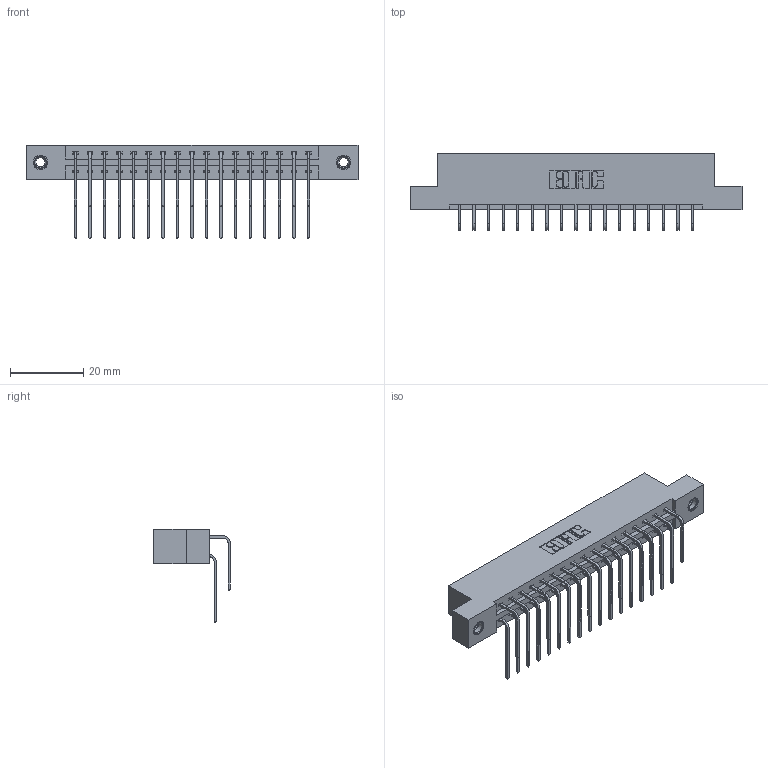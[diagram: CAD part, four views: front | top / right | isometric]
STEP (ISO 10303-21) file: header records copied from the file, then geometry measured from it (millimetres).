
FILE_DESCRIPTION (( 'STEP AP203' ), '1' );
FILE_NAME ('387-034-559-207.STEP', '2019-10-17T18:20:36', ( '' ), ( '' ), 'SwSTEP 2.0', 'SolidWorks 2016', '' );
FILE_SCHEMA (( 'CONFIG_CONTROL_DESIGN' ));
Length unit declared in the file: inch
Products named in the file (5): 345-292-001_558 559 Tail - 1; 387-034-559-207; 345-250-001_345-250-005-103; 337 Part_Flush Mounting Lugs - 0.156 Dia-TI; 345-292-001_559 Tail - 2
Assembly tree (37 placements, depth 2):
  387-034-559-207
    337 Part_Flush Mounting Lugs - 0.156 Dia-TI
    345-292-001_558 559 Tail - 1  x17
    345-292-001_559 Tail - 2  x17
    345-250-001_345-250-005-103  x2
Bounding box: 90.37 x 20.9 x 25.53 mm (x, y, z)
Volume: 9374.1 mm3; surface area: 11375.4 mm2
Topology: 37 solids, 37 shells, 2078 faces, 6125 edges, 4030 vertices
Faces by surface type: plane 1462, cylinder 600, cone 12, torus 4
Entity records: 19384 total; most frequent: CARTESIAN_POINT 3312, ORIENTED_EDGE 3190, DIRECTION 2877, EDGE_CURVE 1595, VECTOR 1407, LINE 1407, VERTEX_POINT 1056, AXIS2_PLACEMENT_3D 735
